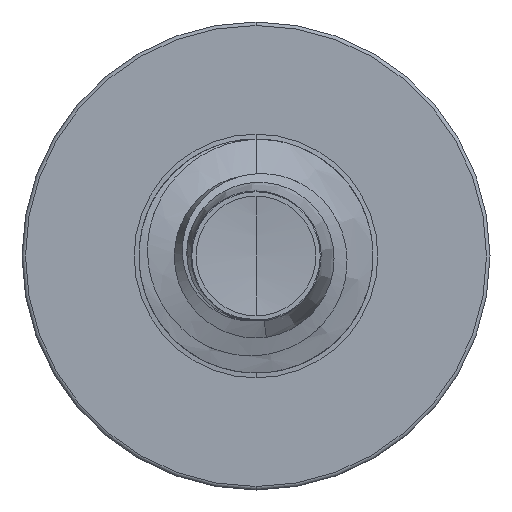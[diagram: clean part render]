
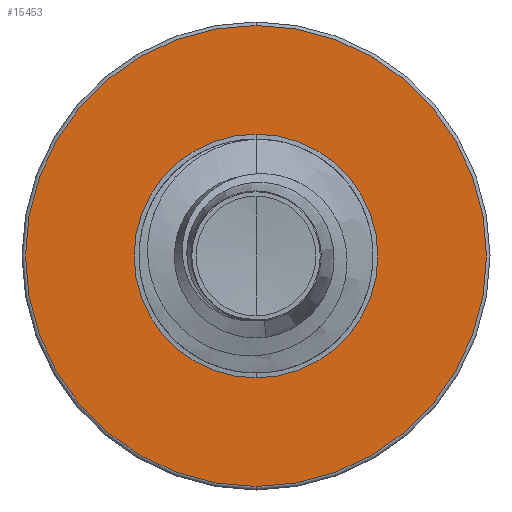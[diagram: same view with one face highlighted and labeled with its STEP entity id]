
A CAD part, front view. The second image highlights one B-rep face of the part: STEP entity #15453.
In plain terms, the highlighted planar face has unit normal (0, -1, 0).
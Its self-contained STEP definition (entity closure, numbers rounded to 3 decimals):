
#572 = EDGE_CURVE ( 'NONE', #1223, #16653, #13348, .T. ) ;
#732 = VERTEX_POINT ( 'NONE', #14620 ) ;
#1223 = VERTEX_POINT ( 'NONE', #10705 ) ;
#1333 = ORIENTED_EDGE ( 'NONE', *, *, #572, .F. ) ;
#1758 = EDGE_LOOP ( 'NONE', ( #16739, #11252 ) ) ;
#2298 = DIRECTION ( 'NONE',  ( 0., 0., 1. ) ) ;
#2301 = DIRECTION ( 'NONE',  ( 0., 1., 0. ) ) ;
#2337 = CARTESIAN_POINT ( 'NONE',  ( 0., 10., 0. ) ) ;
#2657 = DIRECTION ( 'NONE',  ( 0., 0., 1. ) ) ;
#2675 = DIRECTION ( 'NONE',  ( 0., 1., 0. ) ) ;
#2681 = CARTESIAN_POINT ( 'NONE',  ( 0., 10., 0. ) ) ;
#3039 = CARTESIAN_POINT ( 'NONE',  ( 0., 10., -1.562 ) ) ;
#4149 = CIRCLE ( 'NONE', #9663, 1.562 ) ;
#5227 = AXIS2_PLACEMENT_3D ( 'NONE', #15486, #13572, #13531 ) ;
#6124 = DIRECTION ( 'NONE',  ( 0., 0., 1. ) ) ;
#6134 = DIRECTION ( 'NONE',  ( 0., 0., 1. ) ) ;
#6149 = PLANE ( 'NONE',  #10833 ) ;
#6162 = DIRECTION ( 'NONE',  ( 0., 1., 0. ) ) ;
#6167 = CARTESIAN_POINT ( 'NONE',  ( 0., 10., 0. ) ) ;
#6205 = CARTESIAN_POINT ( 'NONE',  ( 0., 10., -1.562 ) ) ;
#6446 = DIRECTION ( 'NONE',  ( 0., 1., 0. ) ) ;
#7747 = VERTEX_POINT ( 'NONE', #3039 ) ;
#8362 = FACE_BOUND ( 'NONE', #1758, .T. ) ;
#9433 = FACE_OUTER_BOUND ( 'NONE', #15133, .T. ) ;
#9663 = AXIS2_PLACEMENT_3D ( 'NONE', #6167, #6162, #6134 ) ;
#9671 = CIRCLE ( 'NONE', #13301, 2.955 ) ;
#10443 = AXIS2_PLACEMENT_3D ( 'NONE', #2681, #2675, #2657 ) ;
#10705 = CARTESIAN_POINT ( 'NONE',  ( 0., 10., 2.955 ) ) ;
#10833 = AXIS2_PLACEMENT_3D ( 'NONE', #6205, #6446, #6124 ) ;
#11252 = ORIENTED_EDGE ( 'NONE', *, *, #15885, .T. ) ;
#13301 = AXIS2_PLACEMENT_3D ( 'NONE', #2337, #2301, #2298 ) ;
#13348 = CIRCLE ( 'NONE', #5227, 2.955 ) ;
#13531 = DIRECTION ( 'NONE',  ( 0., 0., 1. ) ) ;
#13572 = DIRECTION ( 'NONE',  ( 0., 1., 0. ) ) ;
#14301 = ORIENTED_EDGE ( 'NONE', *, *, #15998, .F. ) ;
#14620 = CARTESIAN_POINT ( 'NONE',  ( 0., 10., 1.562 ) ) ;
#15133 = EDGE_LOOP ( 'NONE', ( #1333, #14301 ) ) ;
#15453 = ADVANCED_FACE ( 'NONE', ( #9433, #8362 ), #6149, .F. ) ;
#15486 = CARTESIAN_POINT ( 'NONE',  ( 0., 10., 0. ) ) ;
#15885 = EDGE_CURVE ( 'NONE', #7747, #732, #16418, .T. ) ;
#15998 = EDGE_CURVE ( 'NONE', #16653, #1223, #9671, .T. ) ;
#16012 = CARTESIAN_POINT ( 'NONE',  ( 0., 10., -2.955 ) ) ;
#16418 = CIRCLE ( 'NONE', #10443, 1.562 ) ;
#16653 = VERTEX_POINT ( 'NONE', #16012 ) ;
#16739 = ORIENTED_EDGE ( 'NONE', *, *, #17225, .T. ) ;
#17225 = EDGE_CURVE ( 'NONE', #732, #7747, #4149, .T. ) ;
